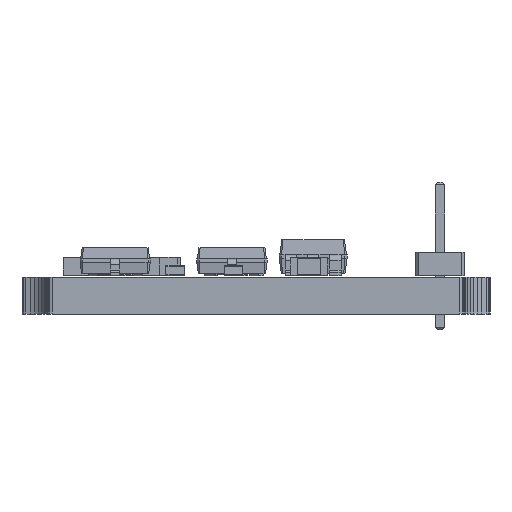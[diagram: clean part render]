
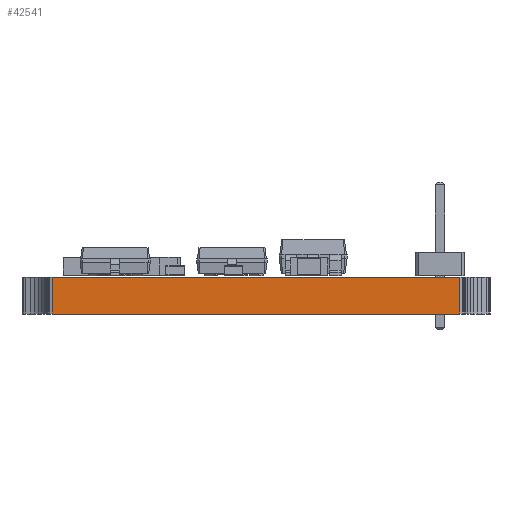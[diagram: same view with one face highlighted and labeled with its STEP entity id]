
A CAD part, left-side view. The second image highlights one B-rep face of the part: STEP entity #42541.
In plain terms, the highlighted planar face has unit normal (-1, 0, 0).
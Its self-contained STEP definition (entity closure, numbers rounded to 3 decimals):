
#38087 = PLANE('',#38088);
#38088 = AXIS2_PLACEMENT_3D('',#38089,#38090,#38091);
#38089 = CARTESIAN_POINT('',(109.046,-46.25,1.58));
#38090 = DIRECTION('',(-0.,-0.,-1.));
#38091 = DIRECTION('',(-1.,0.,0.));
#38141 = PLANE('',#38142);
#38142 = AXIS2_PLACEMENT_3D('',#38143,#38144,#38145);
#38143 = CARTESIAN_POINT('',(109.046,-46.25,0.));
#38144 = DIRECTION('',(-0.,-0.,-1.));
#38145 = DIRECTION('',(-1.,0.,0.));
#39342 = VERTEX_POINT('',#39343);
#39343 = CARTESIAN_POINT('',(99.046,-54.965,0.));
#39357 = PLANE('',#39358);
#39358 = AXIS2_PLACEMENT_3D('',#39359,#39360,#39361);
#39359 = CARTESIAN_POINT('',(99.068,-55.056,0.));
#39360 = DIRECTION('',(-0.972,-0.234,0.));
#39361 = DIRECTION('',(-0.234,0.972,0.));
#39369 = EDGE_CURVE('',#39342,#39370,#39372,.T.);
#39370 = VERTEX_POINT('',#39371);
#39371 = CARTESIAN_POINT('',(99.046,-37.534,0.));
#39372 = SURFACE_CURVE('',#39373,(#39377,#39384),.PCURVE_S1.);
#39373 = LINE('',#39374,#39375);
#39374 = CARTESIAN_POINT('',(99.046,-54.965,0.));
#39375 = VECTOR('',#39376,1.);
#39376 = DIRECTION('',(0.,1.,0.));
#39377 = PCURVE('',#38141,#39378);
#39378 = DEFINITIONAL_REPRESENTATION('',(#39379),#39383);
#39379 = LINE('',#39380,#39381);
#39380 = CARTESIAN_POINT('',(10.,-8.715));
#39381 = VECTOR('',#39382,1.);
#39382 = DIRECTION('',(0.,1.));
#39383 = ( GEOMETRIC_REPRESENTATION_CONTEXT(2) 
PARAMETRIC_REPRESENTATION_CONTEXT() REPRESENTATION_CONTEXT('2D SPACE',''
  ) );
#39384 = PCURVE('',#39385,#39390);
#39385 = PLANE('',#39386);
#39386 = AXIS2_PLACEMENT_3D('',#39387,#39388,#39389);
#39387 = CARTESIAN_POINT('',(99.046,-54.965,0.));
#39388 = DIRECTION('',(-1.,0.,0.));
#39389 = DIRECTION('',(0.,1.,0.));
#39390 = DEFINITIONAL_REPRESENTATION('',(#39391),#39395);
#39391 = LINE('',#39392,#39393);
#39392 = CARTESIAN_POINT('',(0.,0.));
#39393 = VECTOR('',#39394,1.);
#39394 = DIRECTION('',(1.,0.));
#39395 = ( GEOMETRIC_REPRESENTATION_CONTEXT(2) 
PARAMETRIC_REPRESENTATION_CONTEXT() REPRESENTATION_CONTEXT('2D SPACE',''
  ) );
#39413 = PLANE('',#39414);
#39414 = AXIS2_PLACEMENT_3D('',#39415,#39416,#39417);
#39415 = CARTESIAN_POINT('',(99.046,-37.534,0.));
#39416 = DIRECTION('',(-0.972,0.234,0.));
#39417 = DIRECTION('',(0.234,0.972,0.));
#41060 = VERTEX_POINT('',#41061);
#41061 = CARTESIAN_POINT('',(99.046,-54.965,1.58));
#41082 = EDGE_CURVE('',#41060,#41083,#41085,.T.);
#41083 = VERTEX_POINT('',#41084);
#41084 = CARTESIAN_POINT('',(99.046,-37.534,1.58));
#41085 = SURFACE_CURVE('',#41086,(#41090,#41097),.PCURVE_S1.);
#41086 = LINE('',#41087,#41088);
#41087 = CARTESIAN_POINT('',(99.046,-54.965,1.58));
#41088 = VECTOR('',#41089,1.);
#41089 = DIRECTION('',(0.,1.,0.));
#41090 = PCURVE('',#38087,#41091);
#41091 = DEFINITIONAL_REPRESENTATION('',(#41092),#41096);
#41092 = LINE('',#41093,#41094);
#41093 = CARTESIAN_POINT('',(10.,-8.715));
#41094 = VECTOR('',#41095,1.);
#41095 = DIRECTION('',(0.,1.));
#41096 = ( GEOMETRIC_REPRESENTATION_CONTEXT(2) 
PARAMETRIC_REPRESENTATION_CONTEXT() REPRESENTATION_CONTEXT('2D SPACE',''
  ) );
#41097 = PCURVE('',#39385,#41098);
#41098 = DEFINITIONAL_REPRESENTATION('',(#41099),#41103);
#41099 = LINE('',#41100,#41101);
#41100 = CARTESIAN_POINT('',(0.,-1.58));
#41101 = VECTOR('',#41102,1.);
#41102 = DIRECTION('',(1.,0.));
#41103 = ( GEOMETRIC_REPRESENTATION_CONTEXT(2) 
PARAMETRIC_REPRESENTATION_CONTEXT() REPRESENTATION_CONTEXT('2D SPACE',''
  ) );
#42491 = EDGE_CURVE('',#39370,#41083,#42492,.T.);
#42492 = SURFACE_CURVE('',#42493,(#42497,#42504),.PCURVE_S1.);
#42493 = LINE('',#42494,#42495);
#42494 = CARTESIAN_POINT('',(99.046,-37.534,0.));
#42495 = VECTOR('',#42496,1.);
#42496 = DIRECTION('',(0.,0.,1.));
#42497 = PCURVE('',#39413,#42498);
#42498 = DEFINITIONAL_REPRESENTATION('',(#42499),#42503);
#42499 = LINE('',#42500,#42501);
#42500 = CARTESIAN_POINT('',(0.,0.));
#42501 = VECTOR('',#42502,1.);
#42502 = DIRECTION('',(0.,-1.));
#42503 = ( GEOMETRIC_REPRESENTATION_CONTEXT(2) 
PARAMETRIC_REPRESENTATION_CONTEXT() REPRESENTATION_CONTEXT('2D SPACE',''
  ) );
#42504 = PCURVE('',#39385,#42505);
#42505 = DEFINITIONAL_REPRESENTATION('',(#42506),#42510);
#42506 = LINE('',#42507,#42508);
#42507 = CARTESIAN_POINT('',(17.431,0.));
#42508 = VECTOR('',#42509,1.);
#42509 = DIRECTION('',(0.,-1.));
#42510 = ( GEOMETRIC_REPRESENTATION_CONTEXT(2) 
PARAMETRIC_REPRESENTATION_CONTEXT() REPRESENTATION_CONTEXT('2D SPACE',''
  ) );
#42541 = ADVANCED_FACE('',(#42542),#39385,.T.);
#42542 = FACE_BOUND('',#42543,.T.);
#42543 = EDGE_LOOP('',(#42544,#42565,#42566,#42567));
#42544 = ORIENTED_EDGE('',*,*,#42545,.T.);
#42545 = EDGE_CURVE('',#39342,#41060,#42546,.T.);
#42546 = SURFACE_CURVE('',#42547,(#42551,#42558),.PCURVE_S1.);
#42547 = LINE('',#42548,#42549);
#42548 = CARTESIAN_POINT('',(99.046,-54.965,0.));
#42549 = VECTOR('',#42550,1.);
#42550 = DIRECTION('',(0.,0.,1.));
#42551 = PCURVE('',#39385,#42552);
#42552 = DEFINITIONAL_REPRESENTATION('',(#42553),#42557);
#42553 = LINE('',#42554,#42555);
#42554 = CARTESIAN_POINT('',(0.,0.));
#42555 = VECTOR('',#42556,1.);
#42556 = DIRECTION('',(0.,-1.));
#42557 = ( GEOMETRIC_REPRESENTATION_CONTEXT(2) 
PARAMETRIC_REPRESENTATION_CONTEXT() REPRESENTATION_CONTEXT('2D SPACE',''
  ) );
#42558 = PCURVE('',#39357,#42559);
#42559 = DEFINITIONAL_REPRESENTATION('',(#42560),#42564);
#42560 = LINE('',#42561,#42562);
#42561 = CARTESIAN_POINT('',(0.094,0.));
#42562 = VECTOR('',#42563,1.);
#42563 = DIRECTION('',(0.,-1.));
#42564 = ( GEOMETRIC_REPRESENTATION_CONTEXT(2) 
PARAMETRIC_REPRESENTATION_CONTEXT() REPRESENTATION_CONTEXT('2D SPACE',''
  ) );
#42565 = ORIENTED_EDGE('',*,*,#41082,.T.);
#42566 = ORIENTED_EDGE('',*,*,#42491,.F.);
#42567 = ORIENTED_EDGE('',*,*,#39369,.F.);
